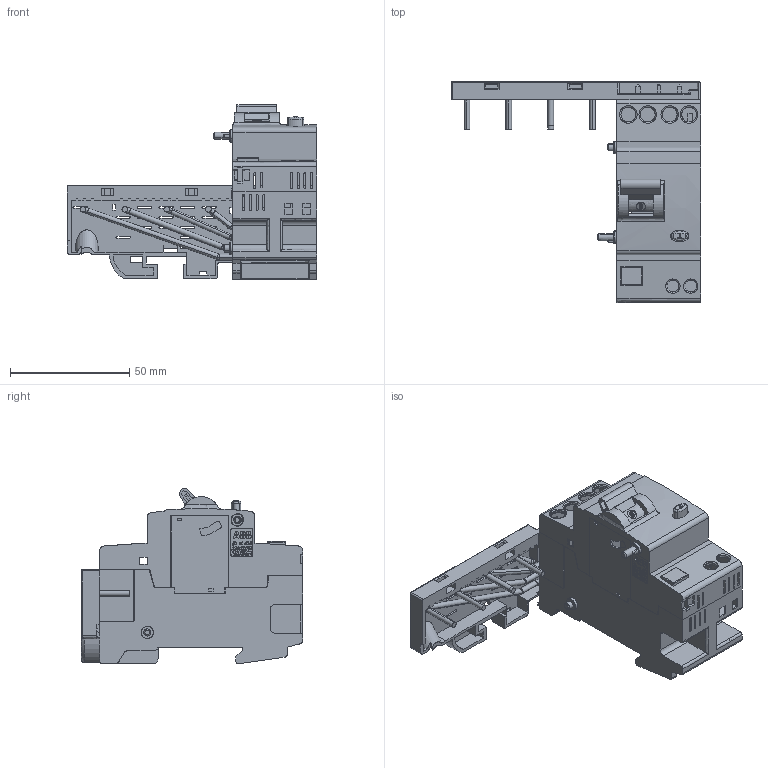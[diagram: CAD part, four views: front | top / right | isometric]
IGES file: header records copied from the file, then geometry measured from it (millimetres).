
Start section: START RECORD GO HERE.
Global section: file name: 04160598-----_000_A0_DDA200 4P2M (3D PER CLIENTI FINALI)_2PD.igs; native system: IBM CATIA IGES - CATIA Version 5 Release 18 ; preprocessor: CATIA Version 5 Release 18 ; author: itclbot; organization: EUROPE; date: 20101104.131522; units: millimetre
Bounding box: 104.25 x 92.6 x 73.24 mm (x, y, z)
Surface area: 59593.6 mm2 (no closed solid volume)
Topology: 0 solids, 0 shells, 2145 faces, 12593 edges, 12549 vertices
Faces by surface type: plane 1553, revolution 538, bspline 54
